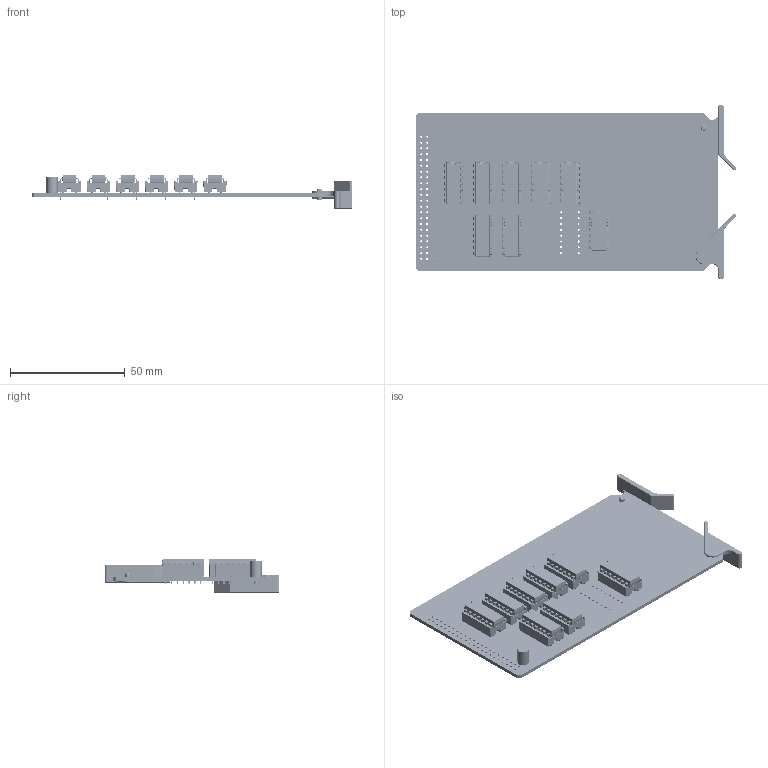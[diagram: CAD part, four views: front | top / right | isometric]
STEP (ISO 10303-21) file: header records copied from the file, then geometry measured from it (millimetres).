
FILE_DESCRIPTION(('Open CASCADE Model'),'2;1');
FILE_NAME('Open CASCADE Shape Model','2022-07-30T16:52:12',('Author'),( 'Open CASCADE'),'Open CASCADE STEP processor 6.8','Open CASCADE 6.8' ,'Unknown');
FILE_SCHEMA(('AUTOMOTIVE_DESIGN { 1 0 10303 214 1 1 1 1 }'));
Length unit declared in the file: millimetre
Products named in the file (24): PCB; Board; Open CASCADE STEP translator 6.8 4.1.1; U9; DIP-14_W7.62mm_IC_with_Socket; Stamped_Dual_Wipe_Contact_for_DIP_Sockets; Body_DIP-14_P7.62mm_Socket; DIP-14_7.62mm_Package; IC_Beinchen; DIP-14_W7.62; C1; 7321454336; Cylinder; 7321451296; U8; U7; U4; U3; U2; U1; U5; Free-Models; Ejector
Assembly tree (58 placements, depth 5):
  PCB
    Board
      Open CASCADE STEP translator 6.8 4.1.1
    U9
      DIP-14_W7.62mm_IC_with_Socket
        Stamped_Dual_Wipe_Contact_for_DIP_Sockets  x14
        Body_DIP-14_P7.62mm_Socket
        DIP-14_7.62mm_Package
          IC_Beinchen  x14
          DIP-14_W7.62
    C1
      7321454336  x2
        Cylinder
      7321451296
        Cylinder
    U8
      DIP-14_W7.62mm_IC_with_Socket
        Stamped_Dual_Wipe_Contact_for_DIP_Sockets  x14
        Body_DIP-14_P7.62mm_Socket
        DIP-14_7.62mm_Package
          IC_Beinchen  x14
          DIP-14_W7.62
    U7
      DIP-14_W7.62mm_IC_with_Socket
        Stamped_Dual_Wipe_Contact_for_DIP_Sockets  x14
        Body_DIP-14_P7.62mm_Socket
        DIP-14_7.62mm_Package
          IC_Beinchen  x14
          DIP-14_W7.62
    U4
      DIP-14_W7.62mm_IC_with_Socket
        Stamped_Dual_Wipe_Contact_for_DIP_Sockets  x14
        Body_DIP-14_P7.62mm_Socket
        DIP-14_7.62mm_Package
          IC_Beinchen  x14
          DIP-14_W7.62
    U3
      DIP-14_W7.62mm_IC_with_Socket
        Stamped_Dual_Wipe_Contact_for_DIP_Sockets  x14
        Body_DIP-14_P7.62mm_Socket
        DIP-14_7.62mm_Package
          IC_Beinchen  x14
          DIP-14_W7.62
    U2
      DIP-14_W7.62mm_IC_with_Socket
        Stamped_Dual_Wipe_Contact_for_DIP_Sockets  x14
        Body_DIP-14_P7.62mm_Socket
        DIP-14_7.62mm_Package
          IC_Beinchen  x14
          DIP-14_W7.62
    U1
      DIP-14_W7.62mm_IC_with_Socket
        Stamped_Dual_Wipe_Contact_for_DIP_Sockets  x14
        Body_DIP-14_P7.62mm_Socket
        DIP-14_7.62mm_Package
          IC_Beinchen  x14
          DIP-14_W7.62
    U5
      DIP-14_W7.62mm_IC_with_Socket
        Stamped_Dual_Wipe_Contact_for_DIP_Sockets  x14
Bounding box: 140.01 x 76.2 x 14.9 mm (x, y, z)
Volume: 22917.1 mm3; surface area: 39647.1 mm2
Topology: 246 solids, 246 shells, 44173 faces, 107715 edges, 64460 vertices
Faces by surface type: plane 13856, cylinder 13031, bspline 9936, torus 5640, sphere 1688, cone 22
Full cylindrical faces by diameter (mm): 0.5 x2, 0.75 x2, 0.9 x172, 2.362 x2, 2.768 x2, 5 x1
Entity records: 41723 total; most frequent: CARTESIAN_POINT 13489, ORIENTED_EDGE 5652, DIRECTION 5572, EDGE_CURVE 2826, AXIS2_PLACEMENT_3D 1920, VERTEX_POINT 1788, LINE 1732, VECTOR 1732
